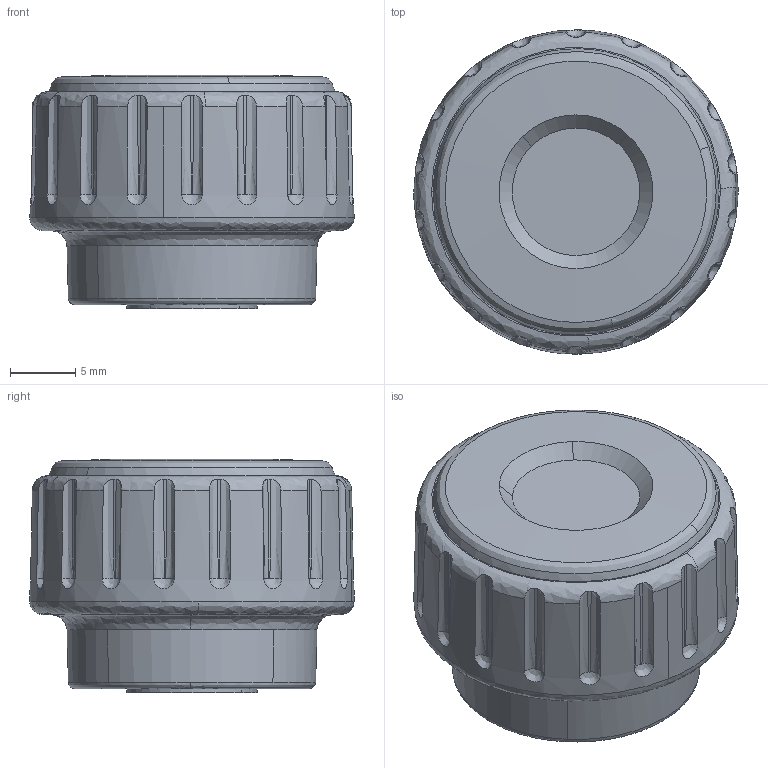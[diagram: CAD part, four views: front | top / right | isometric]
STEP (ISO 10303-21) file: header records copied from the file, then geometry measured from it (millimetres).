
FILE_DESCRIPTION((''),'2;1');
FILE_NAME('','2006-02-22T16:19:08',(''),(''),'','CADfix','');
FILE_SCHEMA(('AUTOMOTIVE_DESIGN'));
Length unit declared in the file: millimetre
Products named in the file (3): screw; knob; KDFS_25_M6_WH_22923_36
Assembly tree (2 placements, depth 2):
  KDFS_25_M6_WH_22923_36
    screw
    knob
Bounding box: 24.96 x 24.95 x 17.94 mm (x, y, z)
Volume: 6794.7 mm3; surface area: 2784.6 mm2
Topology: 2 solids, 2 shells, 107 faces, 356 edges, 258 vertices
Faces by surface type: bspline 107
Entity records: 8940 total; most frequent: CARTESIAN_POINT 6819, ORIENTED_EDGE 712, EDGE_CURVE 356, VERTEX_POINT 258, B_SPLINE_CURVE_WITH_KNOTS 246, EDGE_LOOP 114, QUASI_UNIFORM_CURVE 110, FACE_OUTER_BOUND 107
